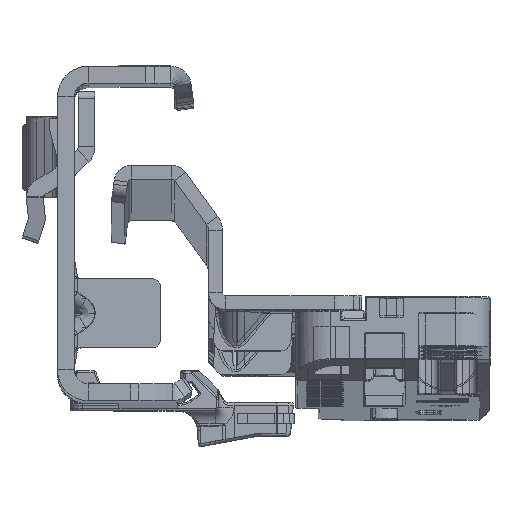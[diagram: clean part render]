
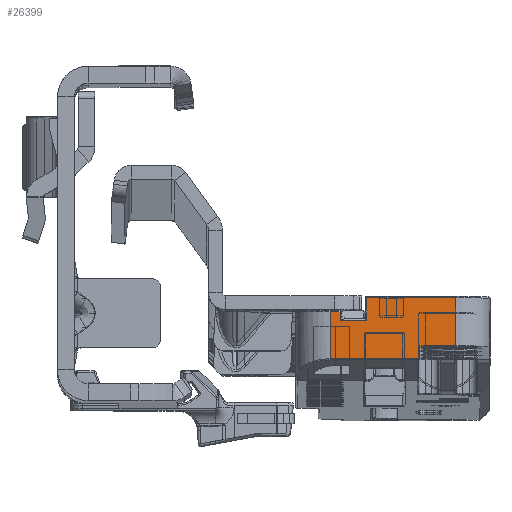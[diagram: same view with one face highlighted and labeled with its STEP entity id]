
A CAD part, top view. The second image highlights one B-rep face of the part: STEP entity #26399.
In plain terms, the highlighted face is planar.
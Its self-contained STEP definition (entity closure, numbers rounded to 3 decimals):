
#1644 = DIRECTION ( 'NONE',  ( 0., 1., 0. ) ) ;
#2369 = EDGE_CURVE ( 'NONE', #83329, #78215, #10410, .T. ) ;
#3303 = CIRCLE ( 'NONE', #124598, 0.2 ) ;
#6115 = ORIENTED_EDGE ( 'NONE', *, *, #107008, .T. ) ;
#8341 = CARTESIAN_POINT ( 'NONE',  ( -8.273, -6.785, -284.5 ) ) ;
#8677 = DIRECTION ( 'NONE',  ( 1., 0., 0. ) ) ;
#9928 = DIRECTION ( 'NONE',  ( 0., 0., 1. ) ) ;
#10410 = LINE ( 'NONE', #58045, #33483 ) ;
#11071 = VERTEX_POINT ( 'NONE', #58193 ) ;
#12461 = VERTEX_POINT ( 'NONE', #45840 ) ;
#13186 = EDGE_LOOP ( 'NONE', ( #113476, #35673, #73200, #125338, #6115, #60146, #111045, #116273, #109997, #80925, #28515, #95739 ) ) ;
#16783 = VERTEX_POINT ( 'NONE', #88778 ) ;
#17940 = LINE ( 'NONE', #68777, #63455 ) ;
#18827 = VERTEX_POINT ( 'NONE', #105022 ) ;
#18878 = CARTESIAN_POINT ( 'NONE',  ( -13.7, -5., -284.5 ) ) ;
#19232 = EDGE_CURVE ( 'NONE', #78215, #18827, #17940, .T. ) ;
#19426 = DIRECTION ( 'NONE',  ( 0., -1., 0. ) ) ;
#20974 = LINE ( 'NONE', #88598, #27863 ) ;
#24885 = CARTESIAN_POINT ( 'NONE',  ( -8.3, -6.785, -284.5 ) ) ;
#25140 = LINE ( 'NONE', #45079, #35434 ) ;
#26399 = ADVANCED_FACE ( 'NONE', ( #99505 ), #98236, .F. ) ;
#27863 = VECTOR ( 'NONE', #1644, 1000. ) ;
#28515 = ORIENTED_EDGE ( 'NONE', *, *, #89885, .T. ) ;
#29947 = LINE ( 'NONE', #108476, #91398 ) ;
#31629 = CARTESIAN_POINT ( 'NONE',  ( -8.3, -6.669, -284.5 ) ) ;
#33483 = VECTOR ( 'NONE', #68993, 1000. ) ;
#35434 = VECTOR ( 'NONE', #64395, 1000. ) ;
#35673 = ORIENTED_EDGE ( 'NONE', *, *, #2369, .T. ) ;
#36791 = CARTESIAN_POINT ( 'NONE',  ( -8.3, -6.669, -284.5 ) ) ;
#36808 = DIRECTION ( 'NONE',  ( 0., -1., 0. ) ) ;
#38529 = EDGE_CURVE ( 'NONE', #16783, #83329, #29947, .T. ) ;
#39591 = EDGE_CURVE ( 'NONE', #64760, #18827, #20974, .T. ) ;
#39632 = DIRECTION ( 'NONE',  ( 1., 0., 0. ) ) ;
#40179 = EDGE_CURVE ( 'NONE', #53425, #72952, #94670, .T. ) ;
#41301 = EDGE_CURVE ( 'NONE', #12461, #72952, #68333, .T. ) ;
#41566 = DIRECTION ( 'NONE',  ( 1., 0., 0. ) ) ;
#41653 = VECTOR ( 'NONE', #93136, 1000. ) ;
#42080 = CARTESIAN_POINT ( 'NONE',  ( 4.6, -6.785, -284.5 ) ) ;
#45079 = CARTESIAN_POINT ( 'NONE',  ( -8.3, -5., -284.5 ) ) ;
#45840 = CARTESIAN_POINT ( 'NONE',  ( -8.3, -5.2, -284.5 ) ) ;
#53254 = EDGE_CURVE ( 'NONE', #100109, #85931, #25140, .T. ) ;
#53425 = VERTEX_POINT ( 'NONE', #8341 ) ;
#57373 = CARTESIAN_POINT ( 'NONE',  ( -0.75, -0.9, -284.5 ) ) ;
#58045 = CARTESIAN_POINT ( 'NONE',  ( 3.15, 0.1, -284.5 ) ) ;
#58193 = CARTESIAN_POINT ( 'NONE',  ( -0.75, 2.1, -284.5 ) ) ;
#60146 = ORIENTED_EDGE ( 'NONE', *, *, #40179, .T. ) ;
#60812 = DIRECTION ( 'NONE',  ( 0., 0., 1. ) ) ;
#63455 = VECTOR ( 'NONE', #97810, 1000. ) ;
#64395 = DIRECTION ( 'NONE',  ( 1., 0., 0. ) ) ;
#64760 = VERTEX_POINT ( 'NONE', #42080 ) ;
#65148 = VECTOR ( 'NONE', #19426, 1000. ) ;
#67825 = CARTESIAN_POINT ( 'NONE',  ( -13.7, 2.1, -284.5 ) ) ;
#68333 = LINE ( 'NONE', #107620, #65148 ) ;
#68777 = CARTESIAN_POINT ( 'NONE',  ( 4.6, 0.1, -284.5 ) ) ;
#68993 = DIRECTION ( 'NONE',  ( 0., 1., 0. ) ) ;
#70237 = CARTESIAN_POINT ( 'NONE',  ( -13.7, 2., -284.5 ) ) ;
#70514 = LINE ( 'NONE', #99550, #118886 ) ;
#71410 = EDGE_CURVE ( 'NONE', #100109, #108593, #81754, .T. ) ;
#72952 = VERTEX_POINT ( 'NONE', #31629 ) ;
#73200 = ORIENTED_EDGE ( 'NONE', *, *, #19232, .T. ) ;
#73795 = LINE ( 'NONE', #24885, #41653 ) ;
#77519 = DIRECTION ( 'NONE',  ( 1., 0., 0. ) ) ;
#77642 = EDGE_CURVE ( 'NONE', #12461, #85931, #3303, .T. ) ;
#78215 = VERTEX_POINT ( 'NONE', #99297 ) ;
#78877 = CARTESIAN_POINT ( 'NONE',  ( 19.8, 2.6, -284.5 ) ) ;
#80925 = ORIENTED_EDGE ( 'NONE', *, *, #71410, .T. ) ;
#81754 = LINE ( 'NONE', #70237, #94986 ) ;
#83329 = VERTEX_POINT ( 'NONE', #118988 ) ;
#85931 = VERTEX_POINT ( 'NONE', #115066 ) ;
#86996 = CARTESIAN_POINT ( 'NONE',  ( -8.273, -6.785, -284.5 ) ) ;
#88598 = CARTESIAN_POINT ( 'NONE',  ( 4.6, -242.444, -284.5 ) ) ;
#88778 = CARTESIAN_POINT ( 'NONE',  ( -0.75, -1.15, -284.5 ) ) ;
#88933 = DIRECTION ( 'NONE',  ( 0., 1., 0. ) ) ;
#89885 = EDGE_CURVE ( 'NONE', #108593, #11071, #70514, .T. ) ;
#91398 = VECTOR ( 'NONE', #8677, 1000. ) ;
#91597 = EDGE_CURVE ( 'NONE', #11071, #16783, #94767, .T. ) ;
#93136 = DIRECTION ( 'NONE',  ( -1., 0., 0. ) ) ;
#94670 =( BOUNDED_CURVE ( )  B_SPLINE_CURVE ( 3, ( #86996, #123688, #124946, #36791 ),
 .UNSPECIFIED., .F., .T. ) 
 B_SPLINE_CURVE_WITH_KNOTS ( ( 4, 4 ),
 ( 1.047, 1.571 ),
 .UNSPECIFIED. ) 
 CURVE ( )  GEOMETRIC_REPRESENTATION_ITEM ( )  RATIONAL_B_SPLINE_CURVE ( ( 1., 0.977, 0.977, 1. ) ) 
 REPRESENTATION_ITEM ( '' )  );
#94767 = LINE ( 'NONE', #57373, #111073 ) ;
#94986 = VECTOR ( 'NONE', #88933, 1000. ) ;
#95739 = ORIENTED_EDGE ( 'NONE', *, *, #91597, .T. ) ;
#97810 = DIRECTION ( 'NONE',  ( 1., 0., 0. ) ) ;
#98236 = PLANE ( 'NONE',  #115610 ) ;
#99297 = CARTESIAN_POINT ( 'NONE',  ( 3.15, 0.1, -284.5 ) ) ;
#99505 = FACE_OUTER_BOUND ( 'NONE', #13186, .T. ) ;
#99550 = CARTESIAN_POINT ( 'NONE',  ( -0.7, 2.1, -284.5 ) ) ;
#100109 = VERTEX_POINT ( 'NONE', #18878 ) ;
#105022 = CARTESIAN_POINT ( 'NONE',  ( 4.6, 0.1, -284.5 ) ) ;
#107008 = EDGE_CURVE ( 'NONE', #64760, #53425, #73795, .T. ) ;
#107155 = CARTESIAN_POINT ( 'NONE',  ( -8.5, -5.2, -284.5 ) ) ;
#107620 = CARTESIAN_POINT ( 'NONE',  ( -8.3, 0., -284.5 ) ) ;
#108476 = CARTESIAN_POINT ( 'NONE',  ( 19.8, -1.15, -284.5 ) ) ;
#108593 = VERTEX_POINT ( 'NONE', #67825 ) ;
#109997 = ORIENTED_EDGE ( 'NONE', *, *, #53254, .F. ) ;
#111045 = ORIENTED_EDGE ( 'NONE', *, *, #41301, .F. ) ;
#111073 = VECTOR ( 'NONE', #36808, 1000. ) ;
#113476 = ORIENTED_EDGE ( 'NONE', *, *, #38529, .T. ) ;
#115066 = CARTESIAN_POINT ( 'NONE',  ( -8.5, -5., -284.5 ) ) ;
#115610 = AXIS2_PLACEMENT_3D ( 'NONE', #78877, #60812, #39632 ) ;
#116273 = ORIENTED_EDGE ( 'NONE', *, *, #77642, .T. ) ;
#118886 = VECTOR ( 'NONE', #41566, 1000. ) ;
#118988 = CARTESIAN_POINT ( 'NONE',  ( 3.15, -1.15, -284.5 ) ) ;
#123688 = CARTESIAN_POINT ( 'NONE',  ( -8.291, -6.749, -284.5 ) ) ;
#124598 = AXIS2_PLACEMENT_3D ( 'NONE', #107155, #9928, #77519 ) ;
#124946 = CARTESIAN_POINT ( 'NONE',  ( -8.3, -6.71, -284.5 ) ) ;
#125338 = ORIENTED_EDGE ( 'NONE', *, *, #39591, .F. ) ;
